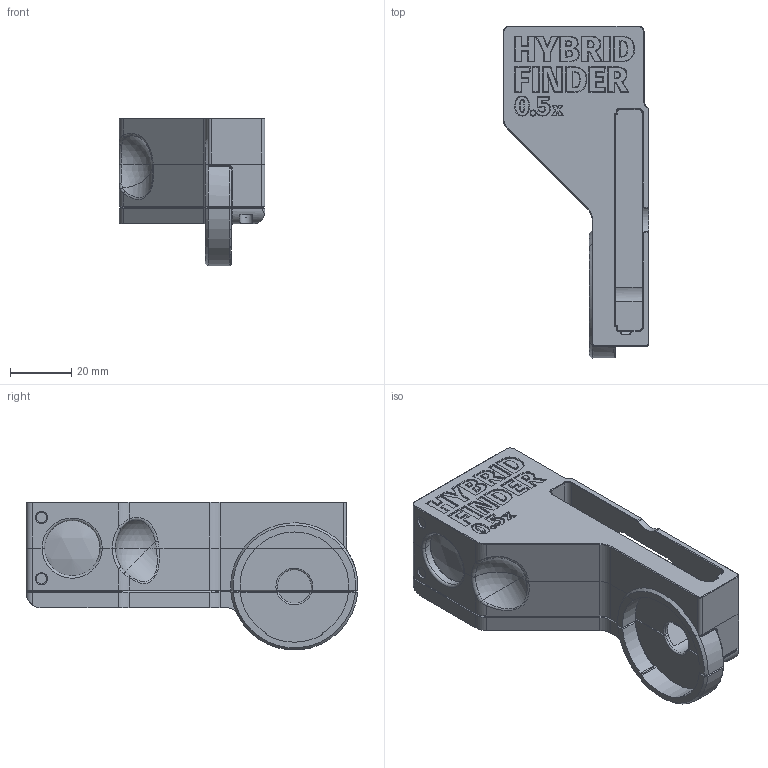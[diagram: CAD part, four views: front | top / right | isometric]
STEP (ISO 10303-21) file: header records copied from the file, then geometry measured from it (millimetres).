
FILE_DESCRIPTION(/* description */ (''),/* implementation_level */ '2;1');
FILE_NAME(/* name */ 'HybridFinder.step',/* time_stamp */ '2022-12-02T14:43:52+01:00',/* author */ (''),/* organization */ (''),/* preprocessor_version */ 'ST-DEVELOPER v19.2',/* originating_system */ 'Autodesk Translation Framework v11.17.0.187',/* authorisation */ '');
FILE_SCHEMA (('AUTOMOTIVE_DESIGN { 1 0 10303 214 3 1 1 }'));
Length unit declared in the file: millimetre
Products named in the file (2): (Unsaved); HybridViewfinder_LGG6_rot
Assembly tree (1 placements, depth 2):
  (Unsaved)
    HybridViewfinder_LGG6_rot
Bounding box: 47.5 x 108.12 x 48.17 mm (x, y, z)
Volume: 74583.4 mm3; surface area: 41120.9 mm2
Topology: 7 solids, 7 shells, 991 faces, 2471 edges, 1520 vertices
Faces by surface type: plane 498, bspline 215, cylinder 169, cone 72, torus 32, sphere 5
Full cylindrical faces by diameter (mm): 1.9 x4, 2.3 x8, 4.2 x2, 20.2 x2
Entity records: 35755 total; most frequent: CARTESIAN_POINT 13394, ORIENTED_EDGE 4936, DIRECTION 4072, EDGE_CURVE 2468, VERTEX_POINT 1520, LINE 1460, VECTOR 1460, AXIS2_PLACEMENT_3D 1306
